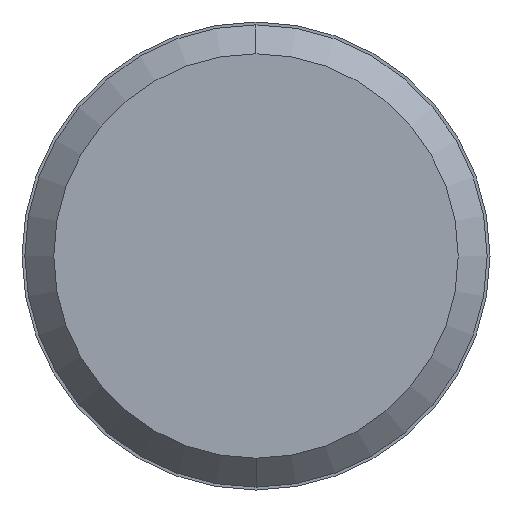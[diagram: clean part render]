
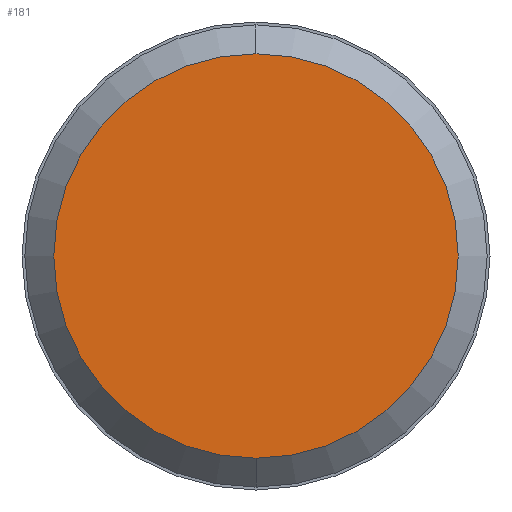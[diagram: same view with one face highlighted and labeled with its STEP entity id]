
A CAD part, left-side view. The second image highlights one B-rep face of the part: STEP entity #181.
In plain terms, the highlighted planar face has unit normal (-1, 0, 0).
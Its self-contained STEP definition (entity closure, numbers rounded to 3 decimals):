
#29 = CARTESIAN_POINT ( 'NONE',  ( -3.7, 0., 0. ) ) ;
#181 = ADVANCED_FACE ( 'NONE', ( #617 ), #248, .F. ) ;
#248 = PLANE ( 'NONE',  #471 ) ;
#310 = ORIENTED_EDGE ( 'NONE', *, *, #925, .T. ) ;
#313 = AXIS2_PLACEMENT_3D ( 'NONE', #1064, #1166, #442 ) ;
#325 = DIRECTION ( 'NONE',  ( 0., 0., -1. ) ) ;
#349 = DIRECTION ( 'NONE',  ( 1., 0., 0. ) ) ;
#350 = DIRECTION ( 'NONE',  ( -1., 0., 0. ) ) ;
#395 = CARTESIAN_POINT ( 'NONE',  ( -3.7, 0., -0.7 ) ) ;
#441 = CARTESIAN_POINT ( 'NONE',  ( -3.7, 0., 0.7 ) ) ;
#442 = DIRECTION ( 'NONE',  ( 0., 0., -1. ) ) ;
#471 = AXIS2_PLACEMENT_3D ( 'NONE', #1242, #349, #325 ) ;
#557 = ORIENTED_EDGE ( 'NONE', *, *, #890, .T. ) ;
#617 = FACE_OUTER_BOUND ( 'NONE', #1013, .T. ) ;
#704 = CIRCLE ( 'NONE', #313, 0.7 ) ;
#705 = VERTEX_POINT ( 'NONE', #395 ) ;
#745 = VERTEX_POINT ( 'NONE', #441 ) ;
#787 = CIRCLE ( 'NONE', #1116, 0.7 ) ;
#890 = EDGE_CURVE ( 'NONE', #705, #745, #704, .T. ) ;
#925 = EDGE_CURVE ( 'NONE', #745, #705, #787, .T. ) ;
#1013 = EDGE_LOOP ( 'NONE', ( #557, #310 ) ) ;
#1064 = CARTESIAN_POINT ( 'NONE',  ( -3.7, 0., 0. ) ) ;
#1116 = AXIS2_PLACEMENT_3D ( 'NONE', #29, #350, #1155 ) ;
#1155 = DIRECTION ( 'NONE',  ( 0., 0., -1. ) ) ;
#1166 = DIRECTION ( 'NONE',  ( -1., 0., 0. ) ) ;
#1242 = CARTESIAN_POINT ( 'NONE',  ( -3.7, 0., 0. ) ) ;
